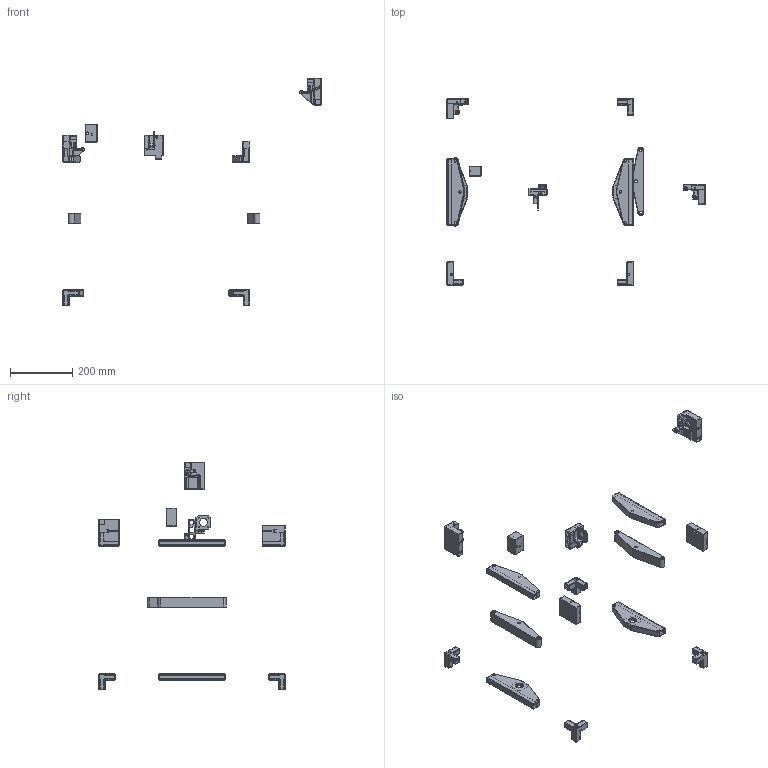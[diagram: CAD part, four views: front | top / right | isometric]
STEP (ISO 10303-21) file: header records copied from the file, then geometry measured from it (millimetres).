
FILE_DESCRIPTION(/* description */ (''),/* implementation_level */ '2;1');
FILE_NAME(/* name */ 'TIXEN XTY.stp',/* time_stamp */ '2020-02-13T21:08:50-03:00',/* author */ ('Martin Santini'),/* organization */ ('TIXEN'),/* preprocessor_version */ 'ST-DEVELOPER v18',/* originating_system */ 'Autodesk Inventor 2020',/* authorisation */ '');
FILE_SCHEMA (('AUTOMOTIVE_DESIGN { 1 0 10303 214 3 1 1 }'));
Length unit declared in the file: inch
Products named in the file (11): 00 - Ensamblaje MASTER; extrusor titan_Shrinkwrap_1; Superior Frente A; Superior Frente B; X A; Z TOP; Z Bottom; Superior Back A; 16- Impresion Cama Z mount; Patas; Superior Back B
Assembly tree (16 placements, depth 2):
  00 - Ensamblaje MASTER
    extrusor titan_Shrinkwrap_1
    Superior Frente A
    Superior Frente B
    X A
    Z TOP  x2
    Z Bottom  x2
    Superior Back A
    16- Impresion Cama Z mount  x2
    Patas  x4
    Superior Back B
Bounding box: 830.09 x 600 x 733.48 mm (x, y, z)
Volume: 1556347.9 mm3; surface area: 470663 mm2
Topology: 17 solids, 17 shells, 3829 faces, 9670 edges, 6144 vertices
Faces by surface type: plane 2890, cylinder 377, bspline 321, cone 231, torus 10
Full cylindrical faces by diameter (mm): 3.4 x26, 6 x12, 8.2 x23, 22 x2, 24 x2, 25 x1
Entity records: 79039 total; most frequent: CARTESIAN_POINT 17470, ORIENTED_EDGE 13044, DIRECTION 11602, EDGE_CURVE 6522, LINE 5260, VECTOR 5260, VERTEX_POINT 4149, AXIS2_PLACEMENT_3D 3171
